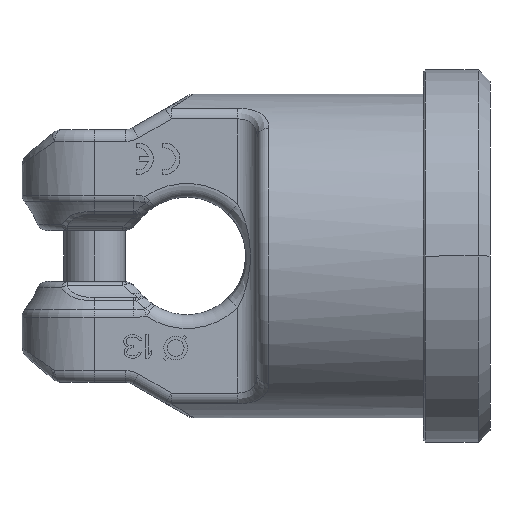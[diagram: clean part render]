
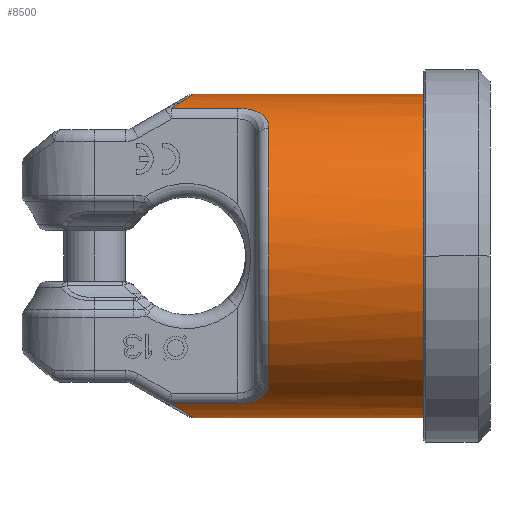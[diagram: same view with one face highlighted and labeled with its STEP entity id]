
A CAD part, front view. The second image highlights one B-rep face of the part: STEP entity #8500.
In plain terms, the highlighted cylindrical face has radius 41.25 mm (diameter 82.5 mm), a partial arc.
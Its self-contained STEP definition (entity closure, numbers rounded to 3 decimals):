
#793=DIRECTION('',(1.,0.,0.));
#794=VECTOR('',#793,58.571);
#795=CARTESIAN_POINT('',(43.804,0.,
-41.25));
#796=LINE('',#795,#794);
#1228=CARTESIAN_POINT('',(102.375,0.,0.));
#1229=DIRECTION('',(1.,0.,0.));
#1230=DIRECTION('',(0.,0.,1.));
#1231=AXIS2_PLACEMENT_3D('',#1228,#1229,#1230);
#1233=CARTESIAN_POINT('',(38.121,-16.716,
-37.711));
#1234=CARTESIAN_POINT('',(38.683,-15.926,
-38.061));
#1235=CARTESIAN_POINT('',(39.72,-14.337,
-38.707));
#1236=CARTESIAN_POINT('',(41.038,-11.884,
-39.528));
#1237=CARTESIAN_POINT('',(42.05,-9.529,
-40.158));
#1238=CARTESIAN_POINT('',(42.818,-7.216,
-40.636));
#1239=CARTESIAN_POINT('',(43.366,-4.927,
-40.977));
#1240=CARTESIAN_POINT('',(43.721,-2.509,
-41.198));
#1241=CARTESIAN_POINT('',(43.804,-0.846,
-41.25));
#1242=CARTESIAN_POINT('',(43.804,0.,
-41.25));
#1244=DIRECTION('',(-1.,0.,0.));
#1245=VECTOR('',#1244,16.879);
#1246=CARTESIAN_POINT('',(55.,-16.716,
-37.711));
#1247=LINE('',#1246,#1245);
#1248=CARTESIAN_POINT('',(63.,-25.343,-32.547));
#1249=CARTESIAN_POINT('',(63.,-25.131,
-32.712));
#1250=CARTESIAN_POINT('',(62.985,-24.704,
-33.038));
#1251=CARTESIAN_POINT('',(62.919,-24.059,
-33.511));
#1252=CARTESIAN_POINT('',(62.805,-23.41,
-33.967));
#1253=CARTESIAN_POINT('',(62.642,-22.761,
-34.405));
#1254=CARTESIAN_POINT('',(62.427,-22.111,
-34.826));
#1255=CARTESIAN_POINT('',(62.156,-21.463,
-35.229));
#1256=CARTESIAN_POINT('',(61.825,-20.821,
-35.612));
#1257=CARTESIAN_POINT('',(61.44,-20.207,
-35.964));
#1258=CARTESIAN_POINT('',(61.014,-19.639,
-36.277));
#1259=CARTESIAN_POINT('',(60.557,-19.124,
-36.551));
#1260=CARTESIAN_POINT('',(60.081,-18.668,
-36.785));
#1261=CARTESIAN_POINT('',(59.576,-18.255,
-36.992));
#1262=CARTESIAN_POINT('',(59.023,-17.875,
-37.177));
#1263=CARTESIAN_POINT('',(58.436,-17.541,
-37.335));
#1264=CARTESIAN_POINT('',(57.82,-17.259,
-37.466));
#1265=CARTESIAN_POINT('',(57.174,-17.029,
-37.571));
#1266=CARTESIAN_POINT('',(56.493,-16.856,
-37.649));
#1267=CARTESIAN_POINT('',(55.773,-16.744,
-37.699));
#1268=CARTESIAN_POINT('',(55.263,-16.716,
-37.711));
#1269=CARTESIAN_POINT('',(55.,-16.716,
-37.711));
#1271=CARTESIAN_POINT('',(63.,0.,0.));
#1272=DIRECTION('',(1.,0.,0.));
#1273=DIRECTION('',(0.,-0.614,0.789));
#1274=AXIS2_PLACEMENT_3D('',#1271,#1272,#1273);
#1276=CARTESIAN_POINT('',(55.,-16.716,37.711));
#1277=CARTESIAN_POINT('',(55.264,-16.716,37.711));
#1278=CARTESIAN_POINT('',(55.776,-16.744,37.699));
#1279=CARTESIAN_POINT('',(56.497,-16.857,37.649));
#1280=CARTESIAN_POINT('',(57.179,-17.031,37.57));
#1281=CARTESIAN_POINT('',(57.827,-17.261,37.465));
#1282=CARTESIAN_POINT('',(58.444,-17.545,37.333));
#1283=CARTESIAN_POINT('',(59.035,-17.882,37.173));
#1284=CARTESIAN_POINT('',(59.587,-18.264,36.987));
#1285=CARTESIAN_POINT('',(60.089,-18.675,36.782));
#1286=CARTESIAN_POINT('',(60.558,-19.125,36.55));
#1287=CARTESIAN_POINT('',(61.009,-19.633,36.28));
#1288=CARTESIAN_POINT('',(61.432,-20.195,35.971));
#1289=CARTESIAN_POINT('',(61.818,-20.809,35.619));
#1290=CARTESIAN_POINT('',(62.152,-21.454,35.234));
#1291=CARTESIAN_POINT('',(62.424,-22.104,34.83));
#1292=CARTESIAN_POINT('',(62.64,-22.756,34.409));
#1293=CARTESIAN_POINT('',(62.804,-23.406,33.969));
#1294=CARTESIAN_POINT('',(62.918,-24.055,33.513));
#1295=CARTESIAN_POINT('',(62.985,-24.701,33.04));
#1296=CARTESIAN_POINT('',(63.,-25.13,32.713));
#1297=CARTESIAN_POINT('',(63.,-25.343,32.547));
#1299=DIRECTION('',(1.,0.,0.));
#1300=VECTOR('',#1299,16.879);
#1301=CARTESIAN_POINT('',(38.121,-16.716,37.711));
#1302=LINE('',#1301,#1300);
#1303=CARTESIAN_POINT('',(43.804,0.,
41.25));
#1304=CARTESIAN_POINT('',(43.804,-0.774,
41.25));
#1305=CARTESIAN_POINT('',(43.733,-2.322,41.206));
#1306=CARTESIAN_POINT('',(43.426,-4.595,41.015));
#1307=CARTESIAN_POINT('',(42.9,-6.931,40.687));
#1308=CARTESIAN_POINT('',(42.123,-9.35,40.203));
#1309=CARTESIAN_POINT('',(41.036,-11.904,39.526));
#1310=CARTESIAN_POINT('',(39.632,-14.485,38.653));
#1311=CARTESIAN_POINT('',(38.637,-15.991,38.033));
#1312=CARTESIAN_POINT('',(38.121,-16.716,37.711));
#1314=DIRECTION('',(1.,0.,0.));
#1315=VECTOR('',#1314,58.571);
#1316=CARTESIAN_POINT('',(43.804,0.,
41.25));
#1317=LINE('',#1316,#1315);
#6034=CARTESIAN_POINT('',(43.804,0.,41.25));
#6036=VERTEX_POINT('',#6034);
#6038=CARTESIAN_POINT('',(43.804,0.,
-41.25));
#6040=VERTEX_POINT('',#6038);
#6044=VERTEX_POINT('',#1248);
#6045=VERTEX_POINT('',#1269);
#6046=CARTESIAN_POINT('',(38.121,-16.716,
-37.711));
#6047=VERTEX_POINT('',#6046);
#6070=VERTEX_POINT('',#1276);
#6071=VERTEX_POINT('',#1297);
#6076=CARTESIAN_POINT('',(38.121,-16.716,37.711));
#6077=VERTEX_POINT('',#6076);
#7229=CARTESIAN_POINT('',(102.375,0.,-41.25));
#7230=CARTESIAN_POINT('',(102.375,0.,41.25));
#7231=VERTEX_POINT('',#7229);
#7232=VERTEX_POINT('',#7230);
#8475=CARTESIAN_POINT('',(0.,0.,0.));
#8476=DIRECTION('',(1.,0.,0.));
#8477=DIRECTION('',(0.,0.,-1.));
#8478=AXIS2_PLACEMENT_3D('',#8475,#8476,#8477);
#8479=CYLINDRICAL_SURFACE('',#8478,41.25);
#8481=ORIENTED_EDGE('',*,*,#8480,.T.);
#8482=ORIENTED_EDGE('',*,*,#7256,.F.);
#8484=ORIENTED_EDGE('',*,*,#8483,.F.);
#8486=ORIENTED_EDGE('',*,*,#8485,.F.);
#8488=ORIENTED_EDGE('',*,*,#8487,.F.);
#8490=ORIENTED_EDGE('',*,*,#8489,.F.);
#8492=ORIENTED_EDGE('',*,*,#8491,.F.);
#8494=ORIENTED_EDGE('',*,*,#8493,.F.);
#8496=ORIENTED_EDGE('',*,*,#8495,.F.);
#8497=ORIENTED_EDGE('',*,*,#7240,.T.);
#8498=EDGE_LOOP('',(#8481,#8482,#8484,#8486,#8488,#8490,#8492,#8494,#8496,
#8497));
#8499=FACE_OUTER_BOUND('',#8498,.F.);
#8500=ADVANCED_FACE('',(#8499),#8479,.T.);
#1232=CIRCLE('',#1231,41.25);
#1243=B_SPLINE_CURVE_WITH_KNOTS('',3,(#1233,#1234,#1235,#1236,#1237,#1238,#1239,
#1240,#1241,#1242),.UNSPECIFIED.,.F.,.F.,(4,1,1,1,1,1,1,4),(0.,
0.143,0.286,0.429,0.571,
0.714,0.857,1.),.UNSPECIFIED.);
#1270=B_SPLINE_CURVE_WITH_KNOTS('',3,(#1248,#1249,#1250,#1251,#1252,#1253,#1254,
#1255,#1256,#1257,#1258,#1259,#1260,#1261,#1262,#1263,#1264,#1265,#1266,#1267,
#1268,#1269),.UNSPECIFIED.,.F.,.F.,(4,1,1,1,1,1,1,1,1,1,1,1,1,1,1,1,1,1,1,4),(
0.,0.053,0.105,0.158,0.211,
0.263,0.316,0.368,0.421,
0.474,0.526,0.579,0.632,
0.684,0.737,0.789,0.842,
0.895,0.947,1.),.UNSPECIFIED.);
#1275=CIRCLE('',#1274,41.25);
#1298=B_SPLINE_CURVE_WITH_KNOTS('',3,(#1276,#1277,#1278,#1279,#1280,#1281,#1282,
#1283,#1284,#1285,#1286,#1287,#1288,#1289,#1290,#1291,#1292,#1293,#1294,#1295,
#1296,#1297),.UNSPECIFIED.,.F.,.F.,(4,1,1,1,1,1,1,1,1,1,1,1,1,1,1,1,1,1,1,4),(
0.,0.053,0.105,0.158,0.211,
0.263,0.316,0.368,0.421,
0.474,0.526,0.579,0.632,
0.684,0.737,0.789,0.842,
0.895,0.947,1.),.UNSPECIFIED.);
#1313=B_SPLINE_CURVE_WITH_KNOTS('',3,(#1303,#1304,#1305,#1306,#1307,#1308,#1309,
#1310,#1311,#1312),.UNSPECIFIED.,.F.,.F.,(4,1,1,1,1,1,1,4),(0.,
0.143,0.286,0.429,0.571,
0.714,0.857,1.),.UNSPECIFIED.);
#7240=EDGE_CURVE('',#6036,#7232,#1317,.T.);
#7256=EDGE_CURVE('',#6040,#7231,#796,.T.);
#8480=EDGE_CURVE('',#7232,#7231,#1232,.T.);
#8483=EDGE_CURVE('',#6047,#6040,#1243,.T.);
#8485=EDGE_CURVE('',#6045,#6047,#1247,.T.);
#8487=EDGE_CURVE('',#6044,#6045,#1270,.T.);
#8489=EDGE_CURVE('',#6071,#6044,#1275,.T.);
#8491=EDGE_CURVE('',#6070,#6071,#1298,.T.);
#8493=EDGE_CURVE('',#6077,#6070,#1302,.T.);
#8495=EDGE_CURVE('',#6036,#6077,#1313,.T.);
